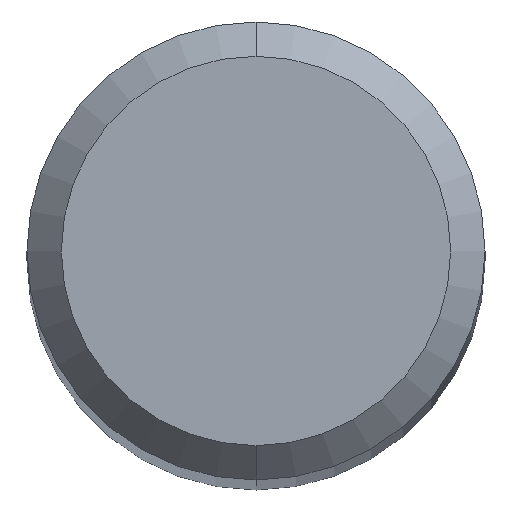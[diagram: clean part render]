
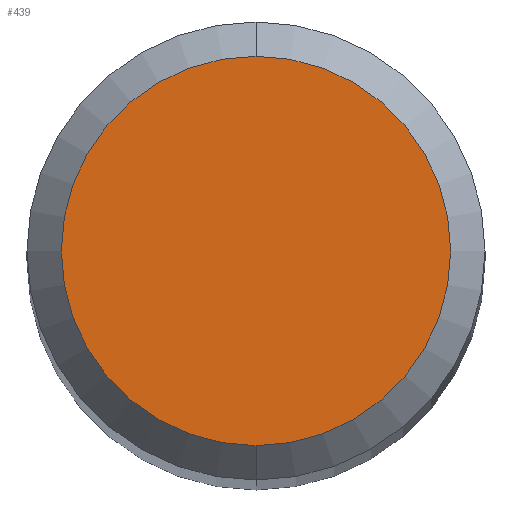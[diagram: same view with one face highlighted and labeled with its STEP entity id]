
A CAD part, top view. The second image highlights one B-rep face of the part: STEP entity #439.
In plain terms, the highlighted planar face has unit normal (0, 0, 1).
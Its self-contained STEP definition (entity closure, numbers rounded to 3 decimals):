
#185=VERTEX_POINT('',#492);
#217=EDGE_CURVE('',#185,#349,#530,.T.);
#283=EDGE_CURVE('',#349,#185,#603,.T.);
#349=VERTEX_POINT('',#672);
#439=ADVANCED_FACE('',(#773),#774,.T.);
#492=CARTESIAN_POINT('',(0.0,1.7,0.0));
#530=CIRCLE('',#947,1.7);
#603=CIRCLE('',#1053,1.7);
#672=CARTESIAN_POINT('',(0.,-1.7,0.0));
#773=FACE_OUTER_BOUND('',#1353,.T.);
#774=PLANE('',#1354);
#947=AXIS2_PLACEMENT_3D('',#1500,#1501,#1502);
#1053=AXIS2_PLACEMENT_3D('',#1586,#1587,#1588);
#1353=EDGE_LOOP('',(#1781,#1782));
#1354=AXIS2_PLACEMENT_3D('',#1783,#1784,#1785);
#1500=CARTESIAN_POINT('',(0.0,0.0,0.0));
#1501=DIRECTION('',(0.0,0.0,-1.0));
#1502=DIRECTION('',(0.0,1.0,0.0));
#1586=CARTESIAN_POINT('',(0.0,0.0,0.0));
#1587=DIRECTION('',(0.0,0.0,-1.0));
#1588=DIRECTION('',(0.0,1.0,0.0));
#1781=ORIENTED_EDGE('',*,*,#217,.F.);
#1782=ORIENTED_EDGE('',*,*,#283,.F.);
#1783=CARTESIAN_POINT('',(0.0,0.85,0.0));
#1784=DIRECTION('',(-0.0,0.0,1.0));
#1785=DIRECTION('',(0.0,-1.0,0.0));
